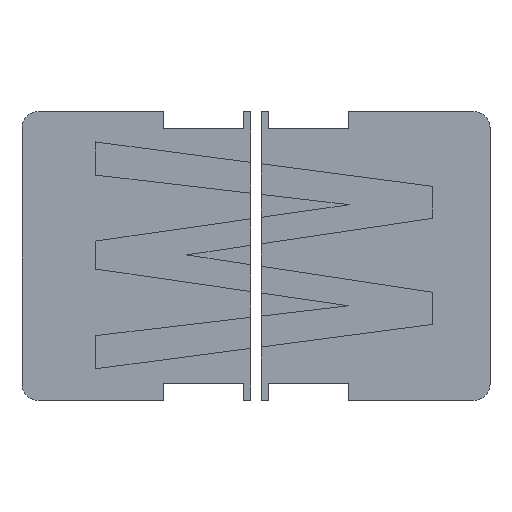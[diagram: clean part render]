
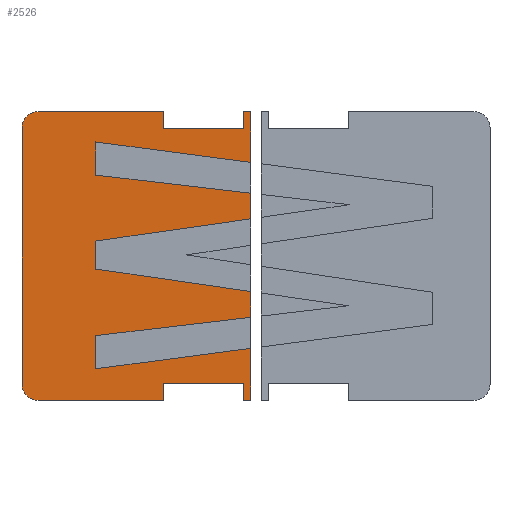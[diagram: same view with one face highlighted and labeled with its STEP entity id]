
A CAD part, top view. The second image highlights one B-rep face of the part: STEP entity #2526.
In plain terms, the highlighted planar face has unit normal (0, 0, 1).
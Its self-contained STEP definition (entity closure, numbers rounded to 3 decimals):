
#23=CIRCLE('',#2692,3.);
#24=CIRCLE('',#2693,3.);
#166=FACE_OUTER_BOUND('',#302,.T.);
#302=EDGE_LOOP('',(#2171,#2172,#2173,#2174,#2175,#2176,#2177,#2178,#2179,
#2180,#2181,#2182,#2183,#2184,#2185,#2186,#2187,#2188,#2189,#2190,#2191,
#2192,#2193,#2194,#2195,#2196));
#591=LINE('',#3922,#931);
#595=LINE('',#3930,#935);
#598=LINE('',#3937,#938);
#602=LINE('',#3945,#942);
#606=LINE('',#3952,#946);
#615=LINE('',#3972,#955);
#617=LINE('',#3976,#957);
#620=LINE('',#3981,#960);
#626=LINE('',#3992,#966);
#628=LINE('',#3997,#968);
#629=LINE('',#3999,#969);
#630=LINE('',#4001,#970);
#631=LINE('',#4003,#971);
#632=LINE('',#4005,#972);
#633=LINE('',#4007,#973);
#634=LINE('',#4011,#974);
#635=LINE('',#4015,#975);
#636=LINE('',#4017,#976);
#637=LINE('',#4019,#977);
#638=LINE('',#4021,#978);
#639=LINE('',#4023,#979);
#640=LINE('',#4024,#980);
#641=LINE('',#4025,#981);
#642=LINE('',#4026,#982);
#931=VECTOR('',#3212,10.);
#935=VECTOR('',#3218,10.);
#938=VECTOR('',#3223,10.);
#942=VECTOR('',#3229,10.);
#946=VECTOR('',#3235,10.);
#955=VECTOR('',#3250,10.);
#957=VECTOR('',#3254,10.);
#960=VECTOR('',#3259,10.);
#966=VECTOR('',#3271,10.);
#968=VECTOR('',#3277,10.);
#969=VECTOR('',#3278,10.);
#970=VECTOR('',#3279,10.);
#971=VECTOR('',#3280,10.);
#972=VECTOR('',#3281,10.);
#973=VECTOR('',#3282,10.);
#974=VECTOR('',#3285,10.);
#975=VECTOR('',#3288,10.);
#976=VECTOR('',#3289,10.);
#977=VECTOR('',#3290,10.);
#978=VECTOR('',#3291,10.);
#979=VECTOR('',#3292,10.);
#980=VECTOR('',#3293,10.);
#981=VECTOR('',#3294,10.);
#982=VECTOR('',#3295,10.);
#1189=VERTEX_POINT('',#3918);
#1191=VERTEX_POINT('',#3921);
#1194=VERTEX_POINT('',#3929);
#1195=VERTEX_POINT('',#3933);
#1197=VERTEX_POINT('',#3936);
#1200=VERTEX_POINT('',#3944);
#1202=VERTEX_POINT('',#3949);
#1209=VERTEX_POINT('',#3969);
#1210=VERTEX_POINT('',#3971);
#1211=VERTEX_POINT('',#3975);
#1212=VERTEX_POINT('',#3979);
#1214=VERTEX_POINT('',#3990);
#1215=VERTEX_POINT('',#3996);
#1216=VERTEX_POINT('',#3998);
#1217=VERTEX_POINT('',#4000);
#1218=VERTEX_POINT('',#4002);
#1219=VERTEX_POINT('',#4004);
#1220=VERTEX_POINT('',#4006);
#1221=VERTEX_POINT('',#4008);
#1222=VERTEX_POINT('',#4010);
#1223=VERTEX_POINT('',#4012);
#1224=VERTEX_POINT('',#4014);
#1225=VERTEX_POINT('',#4016);
#1226=VERTEX_POINT('',#4018);
#1227=VERTEX_POINT('',#4020);
#1228=VERTEX_POINT('',#4022);
#1509=EDGE_CURVE('',#1191,#1189,#591,.T.);
#1513=EDGE_CURVE('',#1194,#1191,#595,.T.);
#1516=EDGE_CURVE('',#1197,#1195,#598,.T.);
#1520=EDGE_CURVE('',#1200,#1197,#602,.T.);
#1524=EDGE_CURVE('',#1202,#1200,#606,.T.);
#1533=EDGE_CURVE('',#1210,#1209,#615,.T.);
#1535=EDGE_CURVE('',#1211,#1210,#617,.T.);
#1538=EDGE_CURVE('',#1212,#1211,#620,.T.);
#1544=EDGE_CURVE('',#1214,#1194,#626,.T.);
#1546=EDGE_CURVE('',#1209,#1215,#628,.T.);
#1547=EDGE_CURVE('',#1215,#1216,#629,.T.);
#1548=EDGE_CURVE('',#1216,#1217,#630,.T.);
#1549=EDGE_CURVE('',#1217,#1218,#631,.T.);
#1550=EDGE_CURVE('',#1218,#1219,#632,.T.);
#1551=EDGE_CURVE('',#1219,#1220,#633,.T.);
#1552=EDGE_CURVE('',#1220,#1221,#23,.T.);
#1553=EDGE_CURVE('',#1221,#1222,#634,.T.);
#1554=EDGE_CURVE('',#1222,#1223,#24,.T.);
#1555=EDGE_CURVE('',#1223,#1224,#635,.T.);
#1556=EDGE_CURVE('',#1224,#1225,#636,.T.);
#1557=EDGE_CURVE('',#1225,#1226,#637,.T.);
#1558=EDGE_CURVE('',#1226,#1227,#638,.T.);
#1559=EDGE_CURVE('',#1227,#1228,#639,.T.);
#1560=EDGE_CURVE('',#1228,#1202,#640,.T.);
#1561=EDGE_CURVE('',#1195,#1214,#641,.T.);
#1562=EDGE_CURVE('',#1189,#1212,#642,.T.);
#2171=ORIENTED_EDGE('',*,*,#1538,.T.);
#2172=ORIENTED_EDGE('',*,*,#1535,.T.);
#2173=ORIENTED_EDGE('',*,*,#1533,.T.);
#2174=ORIENTED_EDGE('',*,*,#1546,.T.);
#2175=ORIENTED_EDGE('',*,*,#1547,.T.);
#2176=ORIENTED_EDGE('',*,*,#1548,.T.);
#2177=ORIENTED_EDGE('',*,*,#1549,.T.);
#2178=ORIENTED_EDGE('',*,*,#1550,.T.);
#2179=ORIENTED_EDGE('',*,*,#1551,.T.);
#2180=ORIENTED_EDGE('',*,*,#1552,.T.);
#2181=ORIENTED_EDGE('',*,*,#1553,.T.);
#2182=ORIENTED_EDGE('',*,*,#1554,.T.);
#2183=ORIENTED_EDGE('',*,*,#1555,.T.);
#2184=ORIENTED_EDGE('',*,*,#1556,.T.);
#2185=ORIENTED_EDGE('',*,*,#1557,.T.);
#2186=ORIENTED_EDGE('',*,*,#1558,.T.);
#2187=ORIENTED_EDGE('',*,*,#1559,.T.);
#2188=ORIENTED_EDGE('',*,*,#1560,.T.);
#2189=ORIENTED_EDGE('',*,*,#1524,.T.);
#2190=ORIENTED_EDGE('',*,*,#1520,.T.);
#2191=ORIENTED_EDGE('',*,*,#1516,.T.);
#2192=ORIENTED_EDGE('',*,*,#1561,.T.);
#2193=ORIENTED_EDGE('',*,*,#1544,.T.);
#2194=ORIENTED_EDGE('',*,*,#1513,.T.);
#2195=ORIENTED_EDGE('',*,*,#1509,.T.);
#2196=ORIENTED_EDGE('',*,*,#1562,.T.);
#2392=PLANE('',#2691);
#2526=ADVANCED_FACE('',(#166),#2392,.T.);
#2691=AXIS2_PLACEMENT_3D('',#3995,#3275,#3276);
#2692=AXIS2_PLACEMENT_3D('',#4009,#3283,#3284);
#2693=AXIS2_PLACEMENT_3D('',#4013,#3286,#3287);
#3212=DIRECTION('',(0.99,0.142,0.));
#3218=DIRECTION('',(0.,1.,0.));
#3223=DIRECTION('',(0.993,0.117,0.));
#3229=DIRECTION('',(0.,1.,0.));
#3235=DIRECTION('',(-0.991,-0.131,0.));
#3250=DIRECTION('',(0.991,-0.131,0.));
#3254=DIRECTION('',(0.,1.,0.));
#3259=DIRECTION('',(-0.993,0.116,0.));
#3271=DIRECTION('',(-0.99,0.144,0.));
#3275=DIRECTION('center_axis',(0.,0.,1.));
#3276=DIRECTION('ref_axis',(1.,0.,0.));
#3277=DIRECTION('',(0.,1.,0.));
#3278=DIRECTION('',(-1.,0.,0.));
#3279=DIRECTION('',(0.,-1.,0.));
#3280=DIRECTION('',(-1.,0.,0.));
#3281=DIRECTION('',(0.,1.,0.));
#3282=DIRECTION('',(-1.,0.,0.));
#3283=DIRECTION('center_axis',(0.,0.,1.));
#3284=DIRECTION('ref_axis',(0.,1.,0.));
#3285=DIRECTION('',(0.,-1.,0.));
#3286=DIRECTION('center_axis',(0.,0.,1.));
#3287=DIRECTION('ref_axis',(-1.,0.,0.));
#3288=DIRECTION('',(1.,0.,0.));
#3289=DIRECTION('',(0.,1.,0.));
#3290=DIRECTION('',(1.,0.,0.));
#3291=DIRECTION('',(0.,-1.,0.));
#3292=DIRECTION('',(1.,0.,0.));
#3293=DIRECTION('',(0.,1.,0.));
#3294=DIRECTION('',(0.,1.,0.));
#3295=DIRECTION('',(0.,1.,0.));
#3918=CARTESIAN_POINT('',(42.8,33.957,0.6));
#3921=CARTESIAN_POINT('',(13.816,29.801,0.6));
#3922=CARTESIAN_POINT('',(41.046,33.706,0.6));
#3929=CARTESIAN_POINT('',(13.816,24.56,0.6));
#3930=CARTESIAN_POINT('',(13.816,28.401,0.6));
#3933=CARTESIAN_POINT('',(42.8,15.52,0.6));
#3936=CARTESIAN_POINT('',(13.816,12.098,0.6));
#3937=CARTESIAN_POINT('',(42.092,15.436,0.6));
#3944=CARTESIAN_POINT('',(13.816,5.892,0.6));
#3945=CARTESIAN_POINT('',(13.816,19.549,0.6));
#3949=CARTESIAN_POINT('',(42.8,9.714,0.6));
#3952=CARTESIAN_POINT('',(18.911,6.564,0.6));
#3969=CARTESIAN_POINT('',(42.8,44.523,0.6));
#3971=CARTESIAN_POINT('',(13.816,48.345,0.6));
#3972=CARTESIAN_POINT('',(50.426,43.518,0.6));
#3975=CARTESIAN_POINT('',(13.816,42.139,0.6));
#3976=CARTESIAN_POINT('',(13.816,37.673,0.6));
#3979=CARTESIAN_POINT('',(42.8,38.754,0.6));
#3981=CARTESIAN_POINT('',(18.429,41.601,0.6));
#3990=CARTESIAN_POINT('',(42.8,20.351,0.6));
#3992=CARTESIAN_POINT('',(17.356,24.046,0.6));
#3995=CARTESIAN_POINT('Origin',(21.4,27.,0.6));
#3996=CARTESIAN_POINT('',(42.8,54.,0.6));
#3997=CARTESIAN_POINT('',(42.8,54.,0.6));
#3998=CARTESIAN_POINT('',(41.4,54.,0.6));
#3999=CARTESIAN_POINT('',(82.6,54.,0.6));
#4000=CARTESIAN_POINT('',(41.4,50.8,0.6));
#4001=CARTESIAN_POINT('',(41.4,50.8,0.6));
#4002=CARTESIAN_POINT('',(26.4,50.8,0.6));
#4003=CARTESIAN_POINT('',(26.4,50.8,0.6));
#4004=CARTESIAN_POINT('',(26.4,54.,0.6));
#4005=CARTESIAN_POINT('',(26.4,54.,0.6));
#4006=CARTESIAN_POINT('',(3.,54.,0.6));
#4007=CARTESIAN_POINT('',(82.6,54.,0.6));
#4008=CARTESIAN_POINT('',(0.,51.,0.6));
#4009=CARTESIAN_POINT('Origin',(3.,51.,0.6));
#4010=CARTESIAN_POINT('',(0.,3.,0.6));
#4011=CARTESIAN_POINT('',(0.,51.,0.6));
#4012=CARTESIAN_POINT('',(3.,0.,0.6));
#4013=CARTESIAN_POINT('Origin',(3.,3.,0.6));
#4014=CARTESIAN_POINT('',(26.4,0.,0.6));
#4015=CARTESIAN_POINT('',(3.,0.,0.6));
#4016=CARTESIAN_POINT('',(26.4,3.2,0.6));
#4017=CARTESIAN_POINT('',(26.4,0.,0.6));
#4018=CARTESIAN_POINT('',(41.4,3.2,0.6));
#4019=CARTESIAN_POINT('',(26.4,3.2,0.6));
#4020=CARTESIAN_POINT('',(41.4,0.,0.6));
#4021=CARTESIAN_POINT('',(41.4,3.2,0.6));
#4022=CARTESIAN_POINT('',(42.8,0.,0.6));
#4023=CARTESIAN_POINT('',(3.,0.,0.6));
#4024=CARTESIAN_POINT('',(42.8,54.,0.6));
#4025=CARTESIAN_POINT('',(42.8,54.,0.6));
#4026=CARTESIAN_POINT('',(42.8,54.,0.6));
